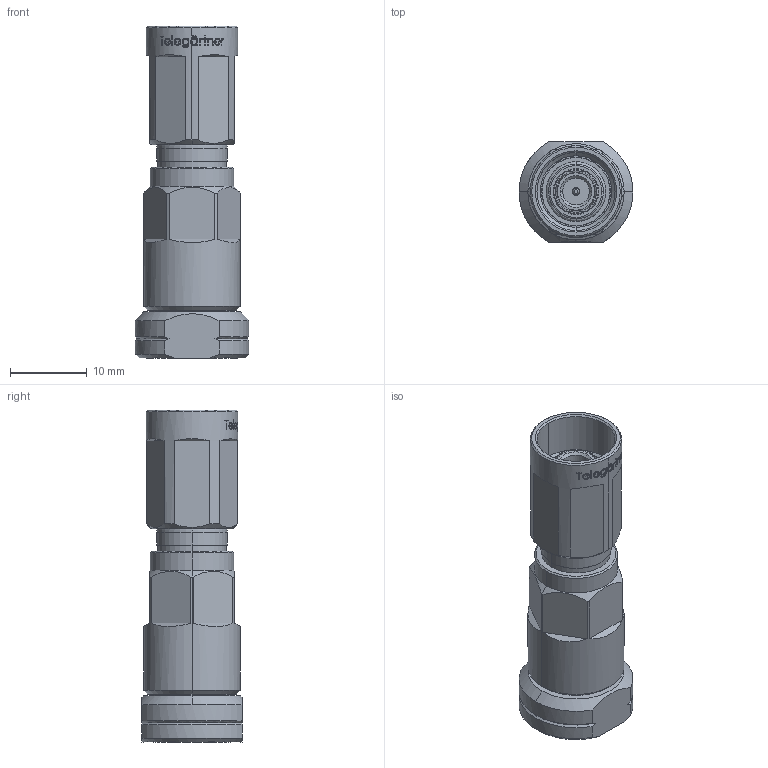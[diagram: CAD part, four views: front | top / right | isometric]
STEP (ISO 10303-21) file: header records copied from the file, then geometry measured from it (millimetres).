
FILE_DESCRIPTION (( 'STEP AP214' ), '1' );
FILE_NAME ('10002571.STEP', '2022-03-21T13:43:42', ( '' ), ( '' ), 'SwSTEP 2.0', 'SolidWorks 2020', '' );
FILE_SCHEMA (( 'AUTOMOTIVE_DESIGN' ));
Length unit declared in the file: millimetre
Products named in the file (1): 10002571
Bounding box: 14.8 x 13 x 43.13 mm (x, y, z)
Volume: 4155 mm3; surface area: 2905.4 mm2
Topology: 1 solids, 1 shells, 375 faces, 959 edges, 622 vertices
Faces by surface type: plane 125, bspline 89, cylinder 72, cone 71, torus 16, sphere 2
Entity records: 21113 total; most frequent: CARTESIAN_POINT 8820, ORIENTED_EDGE 1910, DIRECTION 1405, EDGE_CURVE 955, VERTEX_POINT 622, AXIS2_PLACEMENT_3D 558, EDGE_LOOP 415, FACE_OUTER_BOUND 375
